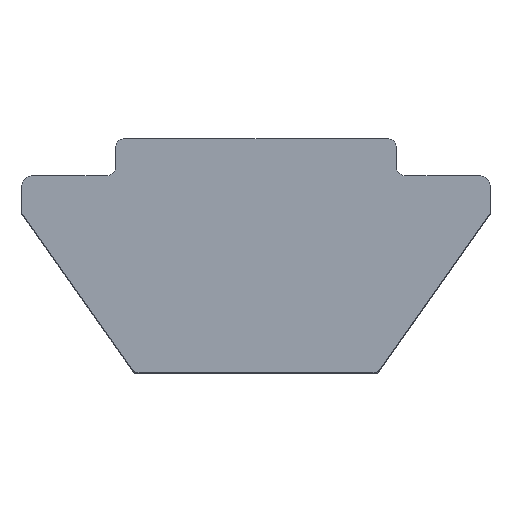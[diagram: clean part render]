
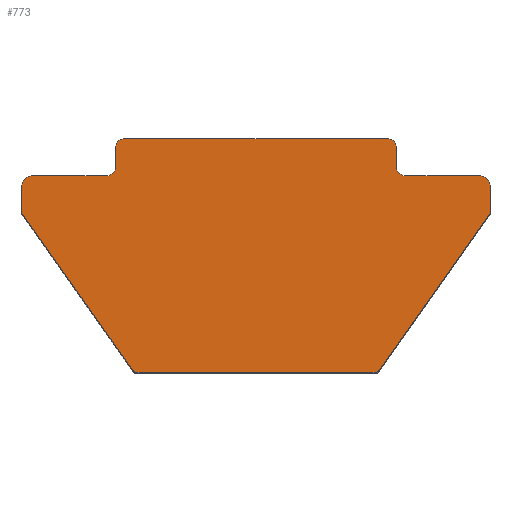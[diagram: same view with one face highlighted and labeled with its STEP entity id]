
A CAD part, top view. The second image highlights one B-rep face of the part: STEP entity #773.
In plain terms, the highlighted planar face has unit normal (0, 0, 1).
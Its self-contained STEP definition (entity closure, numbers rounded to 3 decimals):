
#4 = DIRECTION ( 'NONE',  ( -1., 0., 0. ) ) ;
#9 = PLANE ( 'NONE',  #575 ) ;
#13 = CARTESIAN_POINT ( 'NONE',  ( 5., -1., 5.5 ) ) ;
#15 = ORIENTED_EDGE ( 'NONE', *, *, #867, .T. ) ;
#16 = CARTESIAN_POINT ( 'NONE',  ( -3., 0., 5.5 ) ) ;
#20 = VECTOR ( 'NONE', #607, 1000. ) ;
#37 = EDGE_CURVE ( 'NONE', #165, #775, #651, .T. ) ;
#40 = CARTESIAN_POINT ( 'NONE',  ( 3., 0., 5.5 ) ) ;
#54 = VERTEX_POINT ( 'NONE', #728 ) ;
#62 = VECTOR ( 'NONE', #919, 1000. ) ;
#71 = VERTEX_POINT ( 'NONE', #283 ) ;
#75 = ORIENTED_EDGE ( 'NONE', *, *, #955, .T. ) ;
#80 = AXIS2_PLACEMENT_3D ( 'NONE', #852, #127, #451 ) ;
#81 = VECTOR ( 'NONE', #952, 1000. ) ;
#84 = CARTESIAN_POINT ( 'NONE',  ( -5., -1.6, 5.5 ) ) ;
#87 = ORIENTED_EDGE ( 'NONE', *, *, #438, .T. ) ;
#90 = VERTEX_POINT ( 'NONE', #688 ) ;
#92 = CARTESIAN_POINT ( 'NONE',  ( -3.2, -0.6, 5.5 ) ) ;
#94 = EDGE_CURVE ( 'NONE', #800, #730, #834, .T. ) ;
#95 = DIRECTION ( 'NONE',  ( 0., -1., 0. ) ) ;
#107 = AXIS2_PLACEMENT_3D ( 'NONE', #92, #658, #985 ) ;
#123 = DIRECTION ( 'NONE',  ( -1., 0., 0. ) ) ;
#127 = DIRECTION ( 'NONE',  ( 0., 0., 1. ) ) ;
#157 = DIRECTION ( 'NONE',  ( 0., 0., 1. ) ) ;
#165 = VERTEX_POINT ( 'NONE', #662 ) ;
#172 = VERTEX_POINT ( 'NONE', #422 ) ;
#175 = VERTEX_POINT ( 'NONE', #908 ) ;
#188 = DIRECTION ( 'NONE',  ( 0., 0., -1. ) ) ;
#189 = CARTESIAN_POINT ( 'NONE',  ( -3., -0.2, 5.5 ) ) ;
#212 = VECTOR ( 'NONE', #1022, 1000. ) ;
#219 = VERTEX_POINT ( 'NONE', #264 ) ;
#221 = EDGE_CURVE ( 'NONE', #172, #175, #1002, .T. ) ;
#222 = VECTOR ( 'NONE', #652, 1000. ) ;
#224 = CARTESIAN_POINT ( 'NONE',  ( -3., -0.8, 5.5 ) ) ;
#231 = CARTESIAN_POINT ( 'NONE',  ( 4.8, -1., 5.5 ) ) ;
#242 = VERTEX_POINT ( 'NONE', #13 ) ;
#257 = CIRCLE ( 'NONE', #983, 0.2 ) ;
#264 = CARTESIAN_POINT ( 'NONE',  ( -3.2, -0.8, 5.5 ) ) ;
#268 = DIRECTION ( 'NONE',  ( 0., 0., 1. ) ) ;
#269 = CARTESIAN_POINT ( 'NONE',  ( 2.8, 0., 5.5 ) ) ;
#283 = CARTESIAN_POINT ( 'NONE',  ( -2.66, -4.915, 5.5 ) ) ;
#285 = ORIENTED_EDGE ( 'NONE', *, *, #1035, .T. ) ;
#286 = CARTESIAN_POINT ( 'NONE',  ( 5., -1.6, 5.5 ) ) ;
#292 = AXIS2_PLACEMENT_3D ( 'NONE', #231, #268, #419 ) ;
#293 = VERTEX_POINT ( 'NONE', #996 ) ;
#298 = DIRECTION ( 'NONE',  ( -1., 0., 0. ) ) ;
#306 = VERTEX_POINT ( 'NONE', #269 ) ;
#307 = LINE ( 'NONE', #796, #81 ) ;
#312 = DIRECTION ( 'NONE',  ( 0., 0., 1. ) ) ;
#317 = CIRCLE ( 'NONE', #107, 0.2 ) ;
#328 = CARTESIAN_POINT ( 'NONE',  ( 3., -0.6, 5.5 ) ) ;
#337 = FACE_OUTER_BOUND ( 'NONE', #465, .T. ) ;
#340 = VECTOR ( 'NONE', #748, 1000. ) ;
#345 = CIRCLE ( 'NONE', #599, 0.2 ) ;
#347 = VERTEX_POINT ( 'NONE', #849 ) ;
#362 = EDGE_CURVE ( 'NONE', #730, #666, #687, .T. ) ;
#372 = ORIENTED_EDGE ( 'NONE', *, *, #452, .T. ) ;
#375 = EDGE_CURVE ( 'NONE', #54, #389, #1011, .T. ) ;
#376 = VERTEX_POINT ( 'NONE', #836 ) ;
#384 = CARTESIAN_POINT ( 'NONE',  ( -2.496, -4.8, 5.5 ) ) ;
#389 = VERTEX_POINT ( 'NONE', #528 ) ;
#396 = EDGE_CURVE ( 'NONE', #376, #165, #1021, .T. ) ;
#410 = LINE ( 'NONE', #624, #212 ) ;
#419 = DIRECTION ( 'NONE',  ( -1., 0., 0. ) ) ;
#421 = CARTESIAN_POINT ( 'NONE',  ( -5., -0.8, 5.5 ) ) ;
#422 = CARTESIAN_POINT ( 'NONE',  ( -2.496, -5., 5.5 ) ) ;
#425 = ORIENTED_EDGE ( 'NONE', *, *, #37, .T. ) ;
#438 = EDGE_CURVE ( 'NONE', #389, #242, #905, .T. ) ;
#448 = CIRCLE ( 'NONE', #292, 0.2 ) ;
#451 = DIRECTION ( 'NONE',  ( -1., 0., 0. ) ) ;
#452 = EDGE_CURVE ( 'NONE', #242, #347, #448, .T. ) ;
#454 = VERTEX_POINT ( 'NONE', #189 ) ;
#465 = EDGE_LOOP ( 'NONE', ( #615, #787, #647, #87, #372, #717, #1019, #549, #861, #75, #285, #709, #639, #15, #973, #425, #518, #857 ) ) ;
#479 = DIRECTION ( 'NONE',  ( -1., 0., 0. ) ) ;
#508 = DIRECTION ( 'NONE',  ( -1., 0., 0. ) ) ;
#518 = ORIENTED_EDGE ( 'NONE', *, *, #1041, .T. ) ;
#528 = CARTESIAN_POINT ( 'NONE',  ( 5., -1.6, 5.5 ) ) ;
#532 = VECTOR ( 'NONE', #4, 1000. ) ;
#538 = EDGE_CURVE ( 'NONE', #293, #219, #317, .T. ) ;
#548 = DIRECTION ( 'NONE',  ( 0., 0., 1. ) ) ;
#549 = ORIENTED_EDGE ( 'NONE', *, *, #362, .T. ) ;
#575 = AXIS2_PLACEMENT_3D ( 'NONE', #974, #188, #508 ) ;
#576 = VECTOR ( 'NONE', #786, 1000. ) ;
#598 = CARTESIAN_POINT ( 'NONE',  ( -2.6, -5., 5.5 ) ) ;
#599 = AXIS2_PLACEMENT_3D ( 'NONE', #968, #312, #813 ) ;
#607 = DIRECTION ( 'NONE',  ( 0.577, 0.817, 0. ) ) ;
#615 = ORIENTED_EDGE ( 'NONE', *, *, #221, .T. ) ;
#624 = CARTESIAN_POINT ( 'NONE',  ( 3., -0.8, 5.5 ) ) ;
#639 = ORIENTED_EDGE ( 'NONE', *, *, #538, .T. ) ;
#642 = CARTESIAN_POINT ( 'NONE',  ( 2.8, -0.2, 5.5 ) ) ;
#643 = LINE ( 'NONE', #1042, #532 ) ;
#647 = ORIENTED_EDGE ( 'NONE', *, *, #375, .T. ) ;
#651 = LINE ( 'NONE', #421, #747 ) ;
#652 = DIRECTION ( 'NONE',  ( 1., 0., 0. ) ) ;
#658 = DIRECTION ( 'NONE',  ( 0., 0., -1. ) ) ;
#662 = CARTESIAN_POINT ( 'NONE',  ( -5., -1., 5.5 ) ) ;
#666 = VERTEX_POINT ( 'NONE', #1039 ) ;
#668 = LINE ( 'NONE', #16, #1030 ) ;
#682 = EDGE_CURVE ( 'NONE', #175, #54, #958, .T. ) ;
#685 = CIRCLE ( 'NONE', #795, 0.2 ) ;
#687 = LINE ( 'NONE', #40, #62 ) ;
#688 = CARTESIAN_POINT ( 'NONE',  ( -2.8, 0., 5.5 ) ) ;
#697 = DIRECTION ( 'NONE',  ( 0., 0., -1. ) ) ;
#709 = ORIENTED_EDGE ( 'NONE', *, *, #761, .T. ) ;
#717 = ORIENTED_EDGE ( 'NONE', *, *, #785, .T. ) ;
#724 = AXIS2_PLACEMENT_3D ( 'NONE', #804, #992, #479 ) ;
#728 = CARTESIAN_POINT ( 'NONE',  ( 2.66, -4.915, 5.5 ) ) ;
#730 = VERTEX_POINT ( 'NONE', #328 ) ;
#747 = VECTOR ( 'NONE', #95, 1000. ) ;
#748 = DIRECTION ( 'NONE',  ( 0., 1., 0. ) ) ;
#761 = EDGE_CURVE ( 'NONE', #454, #293, #668, .T. ) ;
#773 = ADVANCED_FACE ( 'NONE', ( #337 ), #9, .F. ) ;
#775 = VERTEX_POINT ( 'NONE', #84 ) ;
#783 = EDGE_CURVE ( 'NONE', #666, #306, #257, .T. ) ;
#785 = EDGE_CURVE ( 'NONE', #347, #800, #410, .T. ) ;
#786 = DIRECTION ( 'NONE',  ( -1., 0., 0. ) ) ;
#787 = ORIENTED_EDGE ( 'NONE', *, *, #682, .T. ) ;
#795 = AXIS2_PLACEMENT_3D ( 'NONE', #384, #548, #298 ) ;
#796 = CARTESIAN_POINT ( 'NONE',  ( -5., -1.6, 5.5 ) ) ;
#800 = VERTEX_POINT ( 'NONE', #936 ) ;
#804 = CARTESIAN_POINT ( 'NONE',  ( 2.496, -4.8, 5.5 ) ) ;
#813 = DIRECTION ( 'NONE',  ( -1., 0., 0. ) ) ;
#819 = DIRECTION ( 'NONE',  ( 0., -1., 0. ) ) ;
#827 = DIRECTION ( 'NONE',  ( -1., 0., 0. ) ) ;
#834 = CIRCLE ( 'NONE', #1020, 0.2 ) ;
#836 = CARTESIAN_POINT ( 'NONE',  ( -4.8, -0.8, 5.5 ) ) ;
#849 = CARTESIAN_POINT ( 'NONE',  ( 4.8, -0.8, 5.5 ) ) ;
#850 = CARTESIAN_POINT ( 'NONE',  ( 3.2, -0.6, 5.5 ) ) ;
#852 = CARTESIAN_POINT ( 'NONE',  ( -4.8, -1., 5.5 ) ) ;
#857 = ORIENTED_EDGE ( 'NONE', *, *, #914, .T. ) ;
#861 = ORIENTED_EDGE ( 'NONE', *, *, #783, .T. ) ;
#867 = EDGE_CURVE ( 'NONE', #219, #376, #941, .T. ) ;
#905 = LINE ( 'NONE', #912, #340 ) ;
#908 = CARTESIAN_POINT ( 'NONE',  ( 2.496, -5., 5.5 ) ) ;
#912 = CARTESIAN_POINT ( 'NONE',  ( 5., -0.8, 5.5 ) ) ;
#914 = EDGE_CURVE ( 'NONE', #71, #172, #685, .T. ) ;
#919 = DIRECTION ( 'NONE',  ( 0., 1., 0. ) ) ;
#936 = CARTESIAN_POINT ( 'NONE',  ( 3.2, -0.8, 5.5 ) ) ;
#941 = LINE ( 'NONE', #224, #576 ) ;
#952 = DIRECTION ( 'NONE',  ( 0.577, -0.817, 0. ) ) ;
#955 = EDGE_CURVE ( 'NONE', #306, #90, #643, .T. ) ;
#958 = CIRCLE ( 'NONE', #724, 0.2 ) ;
#968 = CARTESIAN_POINT ( 'NONE',  ( -2.8, -0.2, 5.5 ) ) ;
#973 = ORIENTED_EDGE ( 'NONE', *, *, #396, .T. ) ;
#974 = CARTESIAN_POINT ( 'NONE',  ( 0., 0., 5.5 ) ) ;
#983 = AXIS2_PLACEMENT_3D ( 'NONE', #642, #157, #827 ) ;
#985 = DIRECTION ( 'NONE',  ( -1., 0., 0. ) ) ;
#992 = DIRECTION ( 'NONE',  ( 0., 0., 1. ) ) ;
#996 = CARTESIAN_POINT ( 'NONE',  ( -3., -0.6, 5.5 ) ) ;
#1002 = LINE ( 'NONE', #598, #222 ) ;
#1011 = LINE ( 'NONE', #286, #20 ) ;
#1019 = ORIENTED_EDGE ( 'NONE', *, *, #94, .T. ) ;
#1020 = AXIS2_PLACEMENT_3D ( 'NONE', #850, #697, #123 ) ;
#1021 = CIRCLE ( 'NONE', #80, 0.2 ) ;
#1022 = DIRECTION ( 'NONE',  ( -1., 0., 0. ) ) ;
#1030 = VECTOR ( 'NONE', #819, 1000. ) ;
#1035 = EDGE_CURVE ( 'NONE', #90, #454, #345, .T. ) ;
#1039 = CARTESIAN_POINT ( 'NONE',  ( 3., -0.2, 5.5 ) ) ;
#1041 = EDGE_CURVE ( 'NONE', #775, #71, #307, .T. ) ;
#1042 = CARTESIAN_POINT ( 'NONE',  ( 3., 0., 5.5 ) ) ;
